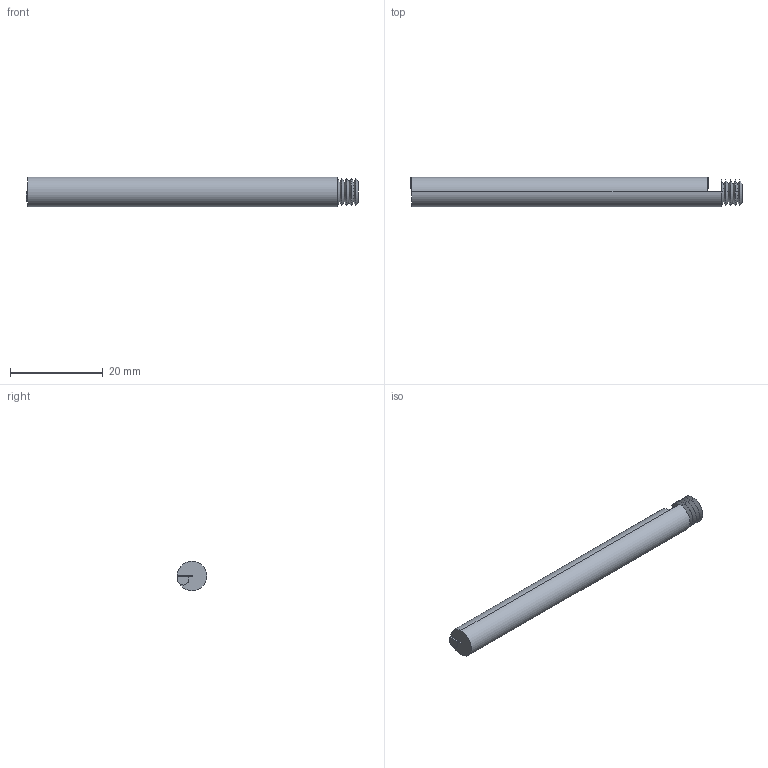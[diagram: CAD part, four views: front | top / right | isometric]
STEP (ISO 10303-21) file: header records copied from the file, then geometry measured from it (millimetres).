
FILE_DESCRIPTION (( 'STEP AP203' ), '1' );
FILE_NAME ('06CHK-1.STEP', '2016-05-05T02:45:25', ( '' ), ( '' ), 'SwSTEP 2.0', 'SolidWorks 2016', '' );
FILE_SCHEMA (( 'CONFIG_CONTROL_DESIGN' ));
Length unit declared in the file: millimetre
Products named in the file (1): 06CHK-1
Bounding box: 71.4 x 6.35 x 6.35 mm (x, y, z)
Volume: 2059.8 mm3; surface area: 2324.3 mm2
Topology: 2 solids, 2 shells, 77 faces, 189 edges, 116 vertices
Faces by surface type: cone 27, plane 27, cylinder 23
Entity records: 2345 total; most frequent: CARTESIAN_POINT 437, DIRECTION 392, ORIENTED_EDGE 378, EDGE_CURVE 189, AXIS2_PLACEMENT_3D 143, VERTEX_POINT 116, LINE 106, VECTOR 106
